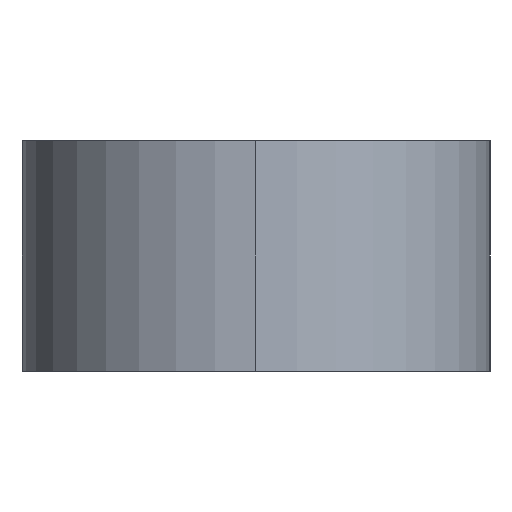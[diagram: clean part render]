
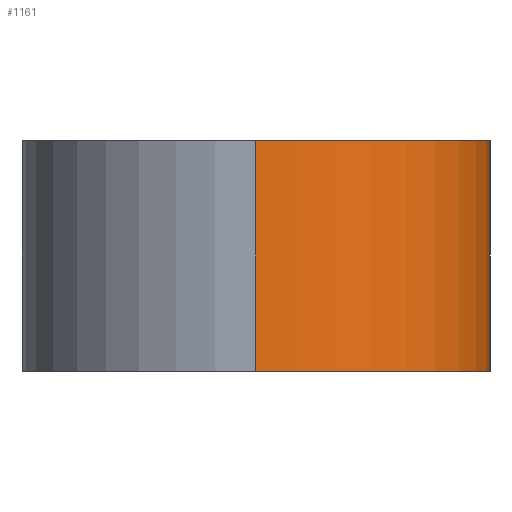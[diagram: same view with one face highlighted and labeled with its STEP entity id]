
A CAD part, left-side view. The second image highlights one B-rep face of the part: STEP entity #1161.
In plain terms, the highlighted cylindrical face has radius 6.2 mm (diameter 12.4 mm), a partial arc.
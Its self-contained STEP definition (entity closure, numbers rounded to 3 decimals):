
#57 = DIRECTION ( 'NONE',  ( 0., 0., 1. ) ) ;
#590 = DIRECTION ( 'NONE',  ( 0., 0., -1. ) ) ;
#644 = CARTESIAN_POINT ( 'NONE',  ( -25.4, 0., 3.05 ) ) ;
#687 = LINE ( 'NONE', #5249, #1010 ) ;
#700 = VECTOR ( 'NONE', #1274, 1000. ) ;
#711 = VERTEX_POINT ( 'NONE', #6260 ) ;
#939 = EDGE_CURVE ( 'NONE', #7280, #3559, #687, .T. ) ;
#1010 = VECTOR ( 'NONE', #5218, 1000. ) ;
#1161 = ADVANCED_FACE ( 'NONE', ( #5421 ), #7446, .T. ) ;
#1274 = DIRECTION ( 'NONE',  ( 0., 0., -1. ) ) ;
#1284 = DIRECTION ( 'NONE',  ( 1., 0., 0. ) ) ;
#1310 = CARTESIAN_POINT ( 'NONE',  ( -25.4, 0., -3.05 ) ) ;
#2073 = AXIS2_PLACEMENT_3D ( 'NONE', #8086, #590, #4010 ) ;
#2850 = EDGE_CURVE ( 'NONE', #7280, #3090, #4455, .T. ) ;
#2970 = EDGE_LOOP ( 'NONE', ( #3449, #7701, #3661, #5017 ) ) ;
#3090 = VERTEX_POINT ( 'NONE', #7020 ) ;
#3449 = ORIENTED_EDGE ( 'NONE', *, *, #2850, .F. ) ;
#3534 = AXIS2_PLACEMENT_3D ( 'NONE', #1310, #57, #1284 ) ;
#3559 = VERTEX_POINT ( 'NONE', #7270 ) ;
#3661 = ORIENTED_EDGE ( 'NONE', *, *, #8445, .T. ) ;
#3874 = LINE ( 'NONE', #7293, #700 ) ;
#3895 = AXIS2_PLACEMENT_3D ( 'NONE', #644, #5353, #6037 ) ;
#4010 = DIRECTION ( 'NONE',  ( -1., 0., 0. ) ) ;
#4455 = CIRCLE ( 'NONE', #3895, 6.2 ) ;
#5017 = ORIENTED_EDGE ( 'NONE', *, *, #6314, .F. ) ;
#5077 = CARTESIAN_POINT ( 'NONE',  ( -31.6, 0., 3.05 ) ) ;
#5218 = DIRECTION ( 'NONE',  ( 0., 0., -1. ) ) ;
#5249 = CARTESIAN_POINT ( 'NONE',  ( -31.6, 0., 1. ) ) ;
#5353 = DIRECTION ( 'NONE',  ( 0., 0., 1. ) ) ;
#5421 = FACE_OUTER_BOUND ( 'NONE', #2970, .T. ) ;
#6037 = DIRECTION ( 'NONE',  ( 1., 0., 0. ) ) ;
#6260 = CARTESIAN_POINT ( 'NONE',  ( -25.4, -6.2, -3.05 ) ) ;
#6314 = EDGE_CURVE ( 'NONE', #3090, #711, #3874, .T. ) ;
#7020 = CARTESIAN_POINT ( 'NONE',  ( -25.4, -6.2, 3.05 ) ) ;
#7270 = CARTESIAN_POINT ( 'NONE',  ( -31.6, 0., -3.05 ) ) ;
#7280 = VERTEX_POINT ( 'NONE', #5077 ) ;
#7293 = CARTESIAN_POINT ( 'NONE',  ( -25.4, -6.2, 1. ) ) ;
#7446 = CYLINDRICAL_SURFACE ( 'NONE', #2073, 6.2 ) ;
#7701 = ORIENTED_EDGE ( 'NONE', *, *, #939, .T. ) ;
#8071 = CIRCLE ( 'NONE', #3534, 6.2 ) ;
#8086 = CARTESIAN_POINT ( 'NONE',  ( -25.4, 0., 1. ) ) ;
#8445 = EDGE_CURVE ( 'NONE', #3559, #711, #8071, .T. ) ;
